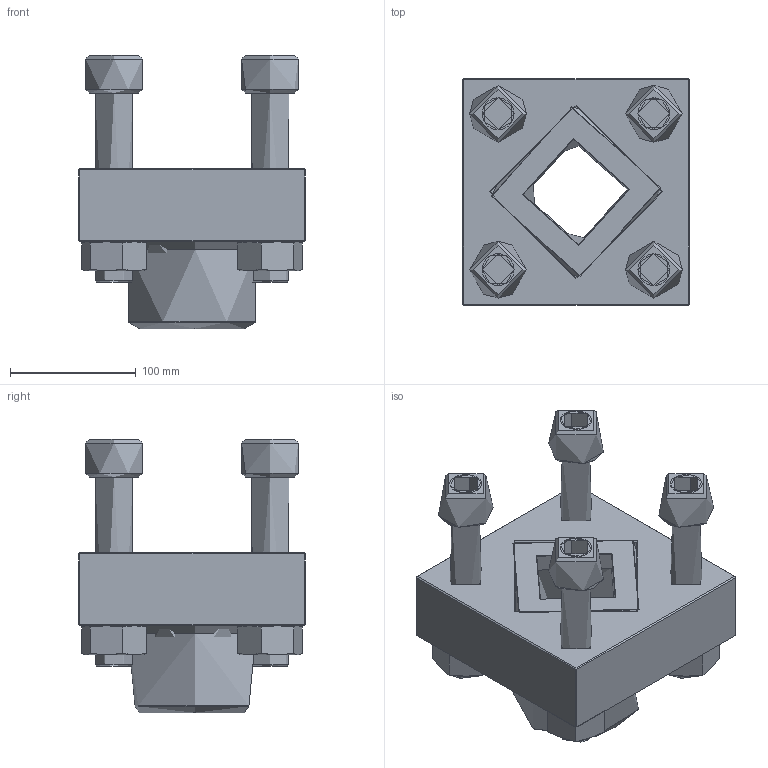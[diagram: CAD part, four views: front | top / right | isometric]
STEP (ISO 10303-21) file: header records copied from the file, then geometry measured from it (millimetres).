
FILE_DESCRIPTION(('FreeCAD Model'),'2;1');
FILE_NAME('Open CASCADE Shape Model','2025-01-06T10:54:51',('Author'),( ''),'Open CASCADE STEP processor 7.8','FreeCAD','Unknown');
FILE_SCHEMA(('AUTOMOTIVE_DESIGN { 1 0 10303 214 1 1 1 1 }'));
Length unit declared in the file: millimetre
Products named in the file (8): Unnamed; X-Schraube; X-FK; X-FKV001; X-Mutter; FK; X-Achse; XY-Ebene
Assembly tree (27 placements, depth 3):
  Unnamed
    X-Schraube  x4
    X-FK
    X-FKV001
    X-Mutter  x4
    FK
      X-Schraube  x4
      X-FK
      X-FKV001
      X-Mutter  x4
    X-Achse  x3
    XY-Ebene  x3
Bounding box: 180 x 180 x 217 mm (x, y, z)
Volume: 4508210.3 mm3; surface area: 675671.1 mm2
Topology: 20 solids, 20 shells, 480 faces, 957 edges, 534 vertices
Faces by surface type: plane 204, cone 202, cylinder 54, torus 20
Full cylindrical faces by diameter (mm): 25.403 x8, 30 x16, 31 x8, 45 x8, 81.6 x2, 84 x2, 101.6 x2, 114 x2, 114.5 x2, 135 x2, 136 x2
Entity records: 3165 total; most frequent: CARTESIAN_POINT 622, DIRECTION 483, ORIENTED_EDGE 420, EDGE_CURVE 210, AXIS2_PLACEMENT_3D 208, FACE_BOUND 123, EDGE_LOOP 123, VERTEX_POINT 117
